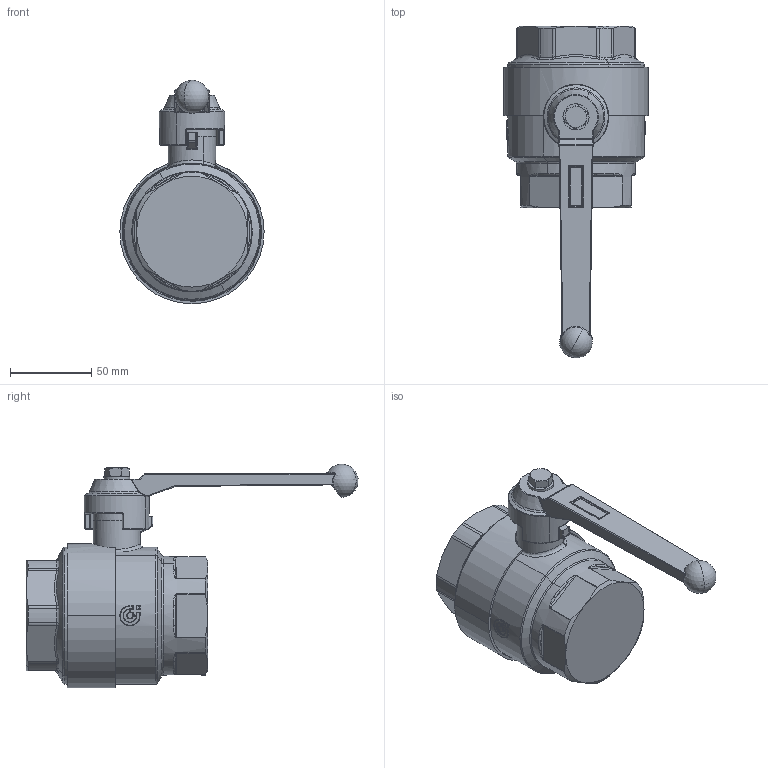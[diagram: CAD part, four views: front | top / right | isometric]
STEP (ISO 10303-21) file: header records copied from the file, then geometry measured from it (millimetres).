
FILE_DESCRIPTION(('CATIA V5 STEP Exchange'),'2;1');
FILE_NAME('STEP_327900_-_TST.stp','2017-03-22T07:40:53+00:00',('none'),('none'),'CATIA Version 5-6 Release 2014 SP5','CATIA V5 STEP AP203','none');
FILE_SCHEMA(('CONFIG_CONTROL_DESIGN'));
Length unit declared in the file: millimetre
Products named in the file (1): 327900 - TST
Bounding box: 88.5 x 203.72 x 137.2 mm (x, y, z)
Volume: 608677.5 mm3; surface area: 60151.6 mm2
Topology: 1 solids, 1 shells, 573 faces, 1423 edges, 823 vertices
Faces by surface type: bspline 162, cylinder 157, plane 94, torus 75, cone 63, sphere 22
Entity records: 29816 total; most frequent: CARTESIAN_POINT 18750, ORIENTED_EDGE 2768, EDGE_CURVE 1384, DIRECTION 1373, VERTEX_POINT 823, AXIS2_PLACEMENT_3D 696, B_SPLINE_CURVE_WITH_KNOTS 663, EDGE_LOOP 589
